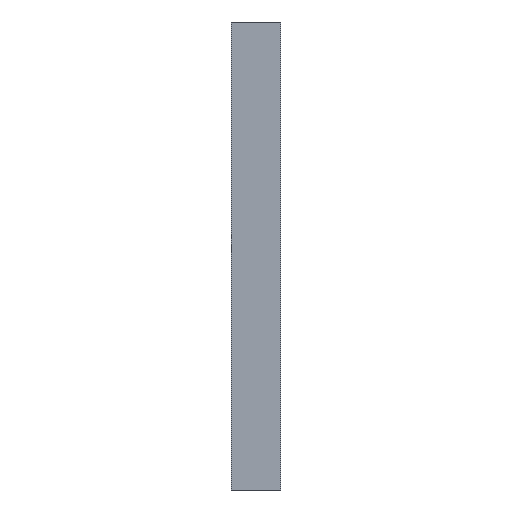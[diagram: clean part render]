
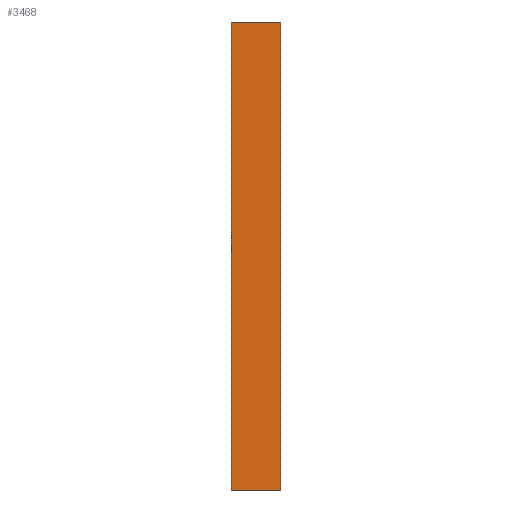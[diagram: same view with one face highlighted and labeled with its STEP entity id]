
A CAD part, left-side view. The second image highlights one B-rep face of the part: STEP entity #3468.
In plain terms, the highlighted planar face has unit normal (-1, 0, 0).
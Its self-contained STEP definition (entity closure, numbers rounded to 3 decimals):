
#344 = ORIENTED_EDGE ( 'NONE', *, *, #38270, .T. ) ;
#1616 = CARTESIAN_POINT ( 'NONE',  ( -8., 0., 5.25 ) ) ;
#2815 = ORIENTED_EDGE ( 'NONE', *, *, #24127, .F. ) ;
#3374 = CARTESIAN_POINT ( 'NONE',  ( -8., 1.1, 5.25 ) ) ;
#3468 = ADVANCED_FACE ( 'NONE', ( #31826 ), #35840, .F. ) ;
#4887 = CARTESIAN_POINT ( 'NONE',  ( -8., 1.1, 5.25 ) ) ;
#7150 = LINE ( 'NONE', #38095, #24292 ) ;
#14633 = LINE ( 'NONE', #30031, #15495 ) ;
#15248 = DIRECTION ( 'NONE',  ( 0., -1., 0. ) ) ;
#15495 = VECTOR ( 'NONE', #36592, 1000. ) ;
#18231 = CARTESIAN_POINT ( 'NONE',  ( -8., 1.1, 5.25 ) ) ;
#20235 = DIRECTION ( 'NONE',  ( 0., 0., -1. ) ) ;
#23247 = DIRECTION ( 'NONE',  ( 0., -1., 0. ) ) ;
#23603 = LINE ( 'NONE', #41985, #25001 ) ;
#24127 = EDGE_CURVE ( 'NONE', #31093, #37148, #7150, .T. ) ;
#24292 = VECTOR ( 'NONE', #23247, 1000. ) ;
#24293 = DIRECTION ( 'NONE',  ( 1., 0., 0. ) ) ;
#25001 = VECTOR ( 'NONE', #15248, 1000. ) ;
#26558 = LINE ( 'NONE', #3374, #40359 ) ;
#28403 = CARTESIAN_POINT ( 'NONE',  ( -8., 1.1, -5.25 ) ) ;
#29257 = EDGE_CURVE ( 'NONE', #32145, #31093, #26558, .T. ) ;
#30031 = CARTESIAN_POINT ( 'NONE',  ( -8., 0., 5.25 ) ) ;
#31093 = VERTEX_POINT ( 'NONE', #18231 ) ;
#31826 = FACE_OUTER_BOUND ( 'NONE', #39676, .T. ) ;
#32145 = VERTEX_POINT ( 'NONE', #28403 ) ;
#35840 = PLANE ( 'NONE',  #37840 ) ;
#36592 = DIRECTION ( 'NONE',  ( 0., 0., 1. ) ) ;
#37074 = ORIENTED_EDGE ( 'NONE', *, *, #39707, .T. ) ;
#37148 = VERTEX_POINT ( 'NONE', #1616 ) ;
#37840 = AXIS2_PLACEMENT_3D ( 'NONE', #4887, #24293, #20235 ) ;
#38095 = CARTESIAN_POINT ( 'NONE',  ( -8., 1.1, 5.25 ) ) ;
#38270 = EDGE_CURVE ( 'NONE', #32145, #49726, #23603, .T. ) ;
#39676 = EDGE_LOOP ( 'NONE', ( #37074, #2815, #44601, #344 ) ) ;
#39707 = EDGE_CURVE ( 'NONE', #49726, #37148, #14633, .T. ) ;
#40359 = VECTOR ( 'NONE', #42380, 1000. ) ;
#41985 = CARTESIAN_POINT ( 'NONE',  ( -8., 1.1, -5.25 ) ) ;
#42380 = DIRECTION ( 'NONE',  ( 0., 0., 1. ) ) ;
#44601 = ORIENTED_EDGE ( 'NONE', *, *, #29257, .F. ) ;
#49455 = CARTESIAN_POINT ( 'NONE',  ( -8., 0., -5.25 ) ) ;
#49726 = VERTEX_POINT ( 'NONE', #49455 ) ;
